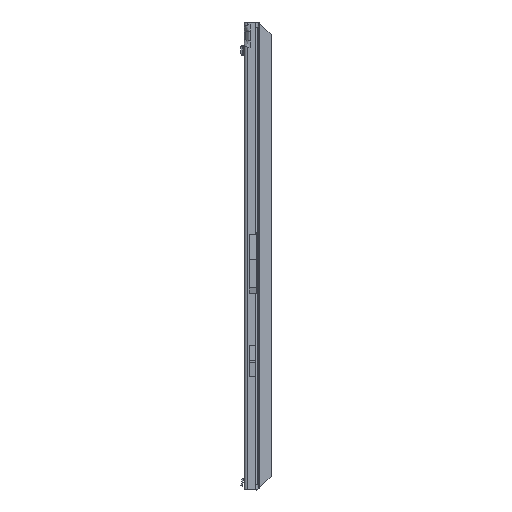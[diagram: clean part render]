
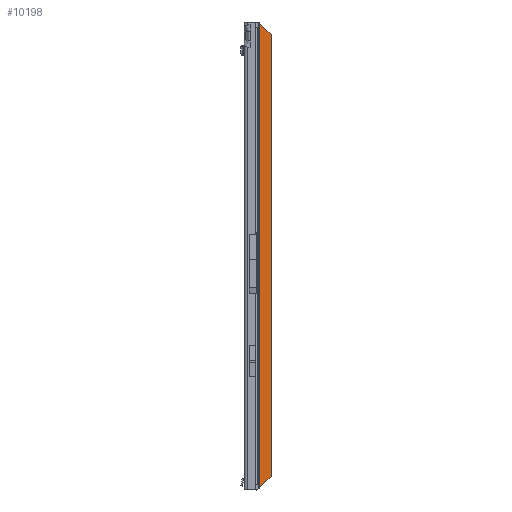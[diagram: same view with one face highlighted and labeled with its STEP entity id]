
A CAD part, front view. The second image highlights one B-rep face of the part: STEP entity #10198.
In plain terms, the highlighted planar face has unit normal (0, -1, 0).
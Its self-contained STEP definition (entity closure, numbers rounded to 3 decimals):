
#1667 = CARTESIAN_POINT ( 'NONE',  ( 13.5, 0.9, -533.8 ) ) ;
#2354 = DIRECTION ( 'NONE',  ( -0.707, 0., 0.707 ) ) ;
#2385 = CARTESIAN_POINT ( 'NONE',  ( 0.5, 0.9, -1.2 ) ) ;
#2750 = EDGE_CURVE ( 'NONE', #7851, #10774, #18165, .T. ) ;
#3187 = DIRECTION ( 'NONE',  ( 0.707, 0., 0.707 ) ) ;
#3729 = EDGE_LOOP ( 'NONE', ( #8114, #8351, #10027, #11588 ) ) ;
#5113 = CARTESIAN_POINT ( 'NONE',  ( 13.5, 0.9, -14.2 ) ) ;
#5984 = VECTOR ( 'NONE', #3187, 1000. ) ;
#7851 = VERTEX_POINT ( 'NONE', #2385 ) ;
#8114 = ORIENTED_EDGE ( 'NONE', *, *, #2750, .T. ) ;
#8131 = AXIS2_PLACEMENT_3D ( 'NONE', #9124, #19737, #19461 ) ;
#8351 = ORIENTED_EDGE ( 'NONE', *, *, #13400, .T. ) ;
#9047 = LINE ( 'NONE', #17569, #15721 ) ;
#9124 = CARTESIAN_POINT ( 'NONE',  ( 0., 0.9, 0. ) ) ;
#10027 = ORIENTED_EDGE ( 'NONE', *, *, #12665, .F. ) ;
#10198 = ADVANCED_FACE ( 'NONE', ( #25753 ), #21549, .T. ) ;
#10774 = VERTEX_POINT ( 'NONE', #26265 ) ;
#11588 = ORIENTED_EDGE ( 'NONE', *, *, #26871, .T. ) ;
#12665 = EDGE_CURVE ( 'NONE', #20130, #26806, #18239, .T. ) ;
#13400 = EDGE_CURVE ( 'NONE', #10774, #26806, #22308, .T. ) ;
#13835 = CARTESIAN_POINT ( 'NONE',  ( 0.5, 0.9, 0. ) ) ;
#15354 = CARTESIAN_POINT ( 'NONE',  ( 273.65, 0.9, -273.65 ) ) ;
#15721 = VECTOR ( 'NONE', #2354, 1000. ) ;
#15865 = CARTESIAN_POINT ( 'NONE',  ( 13.5, 0.9, -548. ) ) ;
#16870 = VECTOR ( 'NONE', #20250, 1000. ) ;
#17569 = CARTESIAN_POINT ( 'NONE',  ( -0.35, 0.9, -0.35 ) ) ;
#18165 = LINE ( 'NONE', #13835, #16870 ) ;
#18239 = LINE ( 'NONE', #15865, #23765 ) ;
#19461 = DIRECTION ( 'NONE',  ( 1., 0., 0. ) ) ;
#19737 = DIRECTION ( 'NONE',  ( 0., -1., 0. ) ) ;
#20130 = VERTEX_POINT ( 'NONE', #5113 ) ;
#20250 = DIRECTION ( 'NONE',  ( 0., 0., -1. ) ) ;
#21549 = PLANE ( 'NONE',  #8131 ) ;
#22308 = LINE ( 'NONE', #15354, #5984 ) ;
#22420 = DIRECTION ( 'NONE',  ( 0., 0., -1. ) ) ;
#23765 = VECTOR ( 'NONE', #22420, 1000. ) ;
#25753 = FACE_OUTER_BOUND ( 'NONE', #3729, .T. ) ;
#26265 = CARTESIAN_POINT ( 'NONE',  ( 0.5, 0.9, -546.8 ) ) ;
#26806 = VERTEX_POINT ( 'NONE', #1667 ) ;
#26871 = EDGE_CURVE ( 'NONE', #20130, #7851, #9047, .T. ) ;
